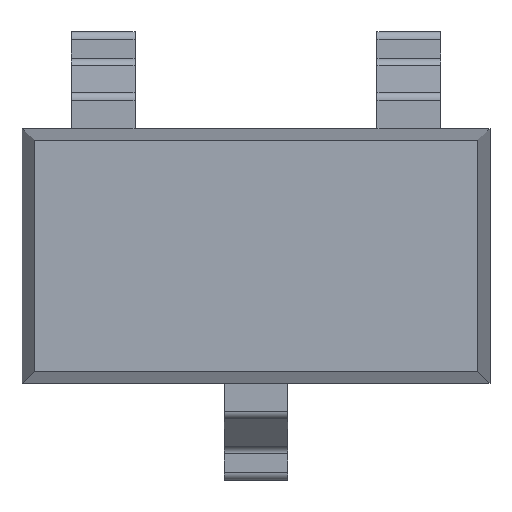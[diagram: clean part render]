
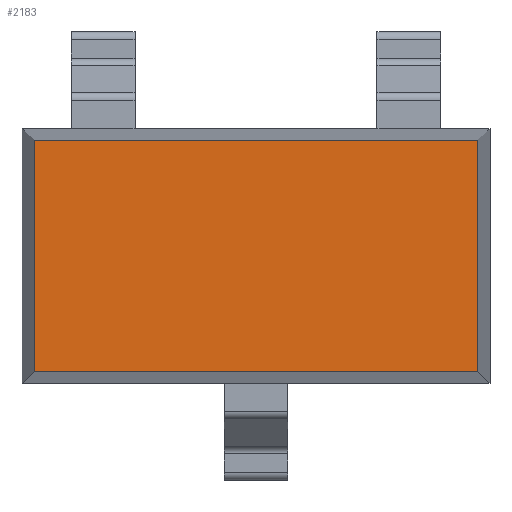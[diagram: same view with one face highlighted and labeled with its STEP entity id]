
A CAD part, top view. The second image highlights one B-rep face of the part: STEP entity #2183.
In plain terms, the highlighted free-form (B-spline) face has degree [1, 1] with [2, 2] control points.
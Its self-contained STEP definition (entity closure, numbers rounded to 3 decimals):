
#1070 = B_SPLINE_SURFACE_WITH_KNOTS('',1,1,(
    (#1071,#1072)
    ,(#1073,#1074
    )),.UNSPECIFIED.,.F.,.F.,.F.,(2,2),(2,2),(0.,
    0.605),(-2.8,0.),
  .PIECEWISE_BEZIER_KNOTS.);
#1071 = CARTESIAN_POINT('',(1.47,0.726,1.2));
#1072 = CARTESIAN_POINT('',(-1.47,0.726,1.2));
#1073 = CARTESIAN_POINT('',(1.47,0.8,0.6));
#1074 = CARTESIAN_POINT('',(-1.47,0.8,0.6));
#1354 = VERTEX_POINT('',#1355);
#1355 = CARTESIAN_POINT('',(-1.393,0.726,1.2));
#1367 = B_SPLINE_SURFACE_WITH_KNOTS('',1,1,(
    (#1368,#1369)
    ,(#1370,#1371
    )),.UNSPECIFIED.,.F.,.F.,.F.,(2,2),(2,2),(-0.605,
    0.),(-1.6,0.),
  .PIECEWISE_BEZIER_KNOTS.);
#1368 = CARTESIAN_POINT('',(-1.47,0.8,0.6));
#1369 = CARTESIAN_POINT('',(-1.47,-0.8,0.6));
#1370 = CARTESIAN_POINT('',(-1.393,0.8,1.2));
#1371 = CARTESIAN_POINT('',(-1.393,-0.8,1.2));
#1378 = EDGE_CURVE('',#1354,#1379,#1381,.T.);
#1379 = VERTEX_POINT('',#1380);
#1380 = CARTESIAN_POINT('',(1.393,0.726,1.2));
#1381 = SURFACE_CURVE('',#1382,(#1385,#1391),.PCURVE_S1.);
#1382 = B_SPLINE_CURVE_WITH_KNOTS('',1,(#1383,#1384),.UNSPECIFIED.,.F.,
  .F.,(2,2),(0.074,2.726),
  .PIECEWISE_BEZIER_KNOTS.);
#1383 = CARTESIAN_POINT('',(-1.393,0.726,1.2));
#1384 = CARTESIAN_POINT('',(1.393,0.726,1.2));
#1385 = PCURVE('',#1070,#1386);
#1386 = DEFINITIONAL_REPRESENTATION('',(#1387),#1390);
#1387 = B_SPLINE_CURVE_WITH_KNOTS('',1,(#1388,#1389),.UNSPECIFIED.,.F.,
  .F.,(2,2),(0.074,2.726),
  .PIECEWISE_BEZIER_KNOTS.);
#1388 = CARTESIAN_POINT('',(0.,-0.074));
#1389 = CARTESIAN_POINT('',(0.,-2.726));
#1390 = ( GEOMETRIC_REPRESENTATION_CONTEXT(2) 
PARAMETRIC_REPRESENTATION_CONTEXT() REPRESENTATION_CONTEXT('2D SPACE',''
  ) );
#1391 = PCURVE('',#1392,#1397);
#1392 = B_SPLINE_SURFACE_WITH_KNOTS('',1,1,(
    (#1393,#1394)
    ,(#1395,#1396
    )),.UNSPECIFIED.,.F.,.F.,.F.,(2,2),(2,2),(0.,1.453),(
    -2.726,-0.074),.PIECEWISE_BEZIER_KNOTS.);
#1393 = CARTESIAN_POINT('',(1.393,-0.726,1.2));
#1394 = CARTESIAN_POINT('',(-1.393,-0.726,1.2));
#1395 = CARTESIAN_POINT('',(1.393,0.726,1.2));
#1396 = CARTESIAN_POINT('',(-1.393,0.726,1.2));
#1397 = DEFINITIONAL_REPRESENTATION('',(#1398),#1401);
#1398 = B_SPLINE_CURVE_WITH_KNOTS('',1,(#1399,#1400),.UNSPECIFIED.,.F.,
  .F.,(2,2),(0.074,2.726),
  .PIECEWISE_BEZIER_KNOTS.);
#1399 = CARTESIAN_POINT('',(1.453,-0.074));
#1400 = CARTESIAN_POINT('',(1.453,-2.726));
#1401 = ( GEOMETRIC_REPRESENTATION_CONTEXT(2) 
PARAMETRIC_REPRESENTATION_CONTEXT() REPRESENTATION_CONTEXT('2D SPACE',''
  ) );
#1415 = B_SPLINE_SURFACE_WITH_KNOTS('',1,1,(
    (#1416,#1417)
    ,(#1418,#1419
    )),.UNSPECIFIED.,.F.,.F.,.F.,(2,2),(2,2),(0.,
    0.605),(-1.6,0.),
  .PIECEWISE_BEZIER_KNOTS.);
#1416 = CARTESIAN_POINT('',(1.393,0.8,1.2));
#1417 = CARTESIAN_POINT('',(1.393,-0.8,1.2));
#1418 = CARTESIAN_POINT('',(1.47,0.8,0.6));
#1419 = CARTESIAN_POINT('',(1.47,-0.8,0.6));
#2121 = VERTEX_POINT('',#2122);
#2122 = CARTESIAN_POINT('',(-1.393,-0.726,1.2));
#2136 = B_SPLINE_SURFACE_WITH_KNOTS('',1,1,(
    (#2137,#2138)
    ,(#2139,#2140
    )),.UNSPECIFIED.,.F.,.F.,.F.,(2,2),(2,2),(0.,
    0.605),(-2.8,0.),
  .PIECEWISE_BEZIER_KNOTS.);
#2137 = CARTESIAN_POINT('',(1.47,-0.8,0.6));
#2138 = CARTESIAN_POINT('',(-1.47,-0.8,0.6));
#2139 = CARTESIAN_POINT('',(1.47,-0.726,1.2));
#2140 = CARTESIAN_POINT('',(-1.47,-0.726,1.2));
#2147 = EDGE_CURVE('',#2121,#1354,#2148,.T.);
#2148 = SURFACE_CURVE('',#2149,(#2152,#2158),.PCURVE_S1.);
#2149 = B_SPLINE_CURVE_WITH_KNOTS('',1,(#2150,#2151),.UNSPECIFIED.,.F.,
  .F.,(2,2),(0.074,1.526),
  .PIECEWISE_BEZIER_KNOTS.);
#2150 = CARTESIAN_POINT('',(-1.393,-0.726,1.2));
#2151 = CARTESIAN_POINT('',(-1.393,0.726,1.2));
#2152 = PCURVE('',#1367,#2153);
#2153 = DEFINITIONAL_REPRESENTATION('',(#2154),#2157);
#2154 = B_SPLINE_CURVE_WITH_KNOTS('',1,(#2155,#2156),.UNSPECIFIED.,.F.,
  .F.,(2,2),(0.074,1.526),
  .PIECEWISE_BEZIER_KNOTS.);
#2155 = CARTESIAN_POINT('',(0.,-0.074));
#2156 = CARTESIAN_POINT('',(0.,-1.526));
#2157 = ( GEOMETRIC_REPRESENTATION_CONTEXT(2) 
PARAMETRIC_REPRESENTATION_CONTEXT() REPRESENTATION_CONTEXT('2D SPACE',''
  ) );
#2158 = PCURVE('',#1392,#2159);
#2159 = DEFINITIONAL_REPRESENTATION('',(#2160),#2163);
#2160 = B_SPLINE_CURVE_WITH_KNOTS('',1,(#2161,#2162),.UNSPECIFIED.,.F.,
  .F.,(2,2),(0.074,1.526),
  .PIECEWISE_BEZIER_KNOTS.);
#2161 = CARTESIAN_POINT('',(0.,-0.074));
#2162 = CARTESIAN_POINT('',(1.453,-0.074));
#2163 = ( GEOMETRIC_REPRESENTATION_CONTEXT(2) 
PARAMETRIC_REPRESENTATION_CONTEXT() REPRESENTATION_CONTEXT('2D SPACE',''
  ) );
#2183 = ADVANCED_FACE('',(#2184),#1392,.T.);
#2184 = FACE_BOUND('',#2185,.T.);
#2185 = EDGE_LOOP('',(#2186,#2187,#2207,#2225));
#2186 = ORIENTED_EDGE('',*,*,#2147,.F.);
#2187 = ORIENTED_EDGE('',*,*,#2188,.T.);
#2188 = EDGE_CURVE('',#2121,#2189,#2191,.T.);
#2189 = VERTEX_POINT('',#2190);
#2190 = CARTESIAN_POINT('',(1.393,-0.726,1.2));
#2191 = SURFACE_CURVE('',#2192,(#2195,#2201),.PCURVE_S1.);
#2192 = B_SPLINE_CURVE_WITH_KNOTS('',1,(#2193,#2194),.UNSPECIFIED.,.F.,
  .F.,(2,2),(0.074,2.726),
  .PIECEWISE_BEZIER_KNOTS.);
#2193 = CARTESIAN_POINT('',(-1.393,-0.726,1.2));
#2194 = CARTESIAN_POINT('',(1.393,-0.726,1.2));
#2195 = PCURVE('',#1392,#2196);
#2196 = DEFINITIONAL_REPRESENTATION('',(#2197),#2200);
#2197 = B_SPLINE_CURVE_WITH_KNOTS('',1,(#2198,#2199),.UNSPECIFIED.,.F.,
  .F.,(2,2),(0.074,2.726),
  .PIECEWISE_BEZIER_KNOTS.);
#2198 = CARTESIAN_POINT('',(0.,-0.074));
#2199 = CARTESIAN_POINT('',(0.,-2.726));
#2200 = ( GEOMETRIC_REPRESENTATION_CONTEXT(2) 
PARAMETRIC_REPRESENTATION_CONTEXT() REPRESENTATION_CONTEXT('2D SPACE',''
  ) );
#2201 = PCURVE('',#2136,#2202);
#2202 = DEFINITIONAL_REPRESENTATION('',(#2203),#2206);
#2203 = B_SPLINE_CURVE_WITH_KNOTS('',1,(#2204,#2205),.UNSPECIFIED.,.F.,
  .F.,(2,2),(0.074,2.726),
  .PIECEWISE_BEZIER_KNOTS.);
#2204 = CARTESIAN_POINT('',(0.605,-0.074));
#2205 = CARTESIAN_POINT('',(0.605,-2.726));
#2206 = ( GEOMETRIC_REPRESENTATION_CONTEXT(2) 
PARAMETRIC_REPRESENTATION_CONTEXT() REPRESENTATION_CONTEXT('2D SPACE',''
  ) );
#2207 = ORIENTED_EDGE('',*,*,#2208,.T.);
#2208 = EDGE_CURVE('',#2189,#1379,#2209,.T.);
#2209 = SURFACE_CURVE('',#2210,(#2213,#2219),.PCURVE_S1.);
#2210 = B_SPLINE_CURVE_WITH_KNOTS('',1,(#2211,#2212),.UNSPECIFIED.,.F.,
  .F.,(2,2),(0.074,1.526),
  .PIECEWISE_BEZIER_KNOTS.);
#2211 = CARTESIAN_POINT('',(1.393,-0.726,1.2));
#2212 = CARTESIAN_POINT('',(1.393,0.726,1.2));
#2213 = PCURVE('',#1392,#2214);
#2214 = DEFINITIONAL_REPRESENTATION('',(#2215),#2218);
#2215 = B_SPLINE_CURVE_WITH_KNOTS('',1,(#2216,#2217),.UNSPECIFIED.,.F.,
  .F.,(2,2),(0.074,1.526),
  .PIECEWISE_BEZIER_KNOTS.);
#2216 = CARTESIAN_POINT('',(0.,-2.726));
#2217 = CARTESIAN_POINT('',(1.453,-2.726));
#2218 = ( GEOMETRIC_REPRESENTATION_CONTEXT(2) 
PARAMETRIC_REPRESENTATION_CONTEXT() REPRESENTATION_CONTEXT('2D SPACE',''
  ) );
#2219 = PCURVE('',#1415,#2220);
#2220 = DEFINITIONAL_REPRESENTATION('',(#2221),#2224);
#2221 = B_SPLINE_CURVE_WITH_KNOTS('',1,(#2222,#2223),.UNSPECIFIED.,.F.,
  .F.,(2,2),(0.074,1.526),
  .PIECEWISE_BEZIER_KNOTS.);
#2222 = CARTESIAN_POINT('',(0.,-0.074));
#2223 = CARTESIAN_POINT('',(0.,-1.526));
#2224 = ( GEOMETRIC_REPRESENTATION_CONTEXT(2) 
PARAMETRIC_REPRESENTATION_CONTEXT() REPRESENTATION_CONTEXT('2D SPACE',''
  ) );
#2225 = ORIENTED_EDGE('',*,*,#1378,.F.);
